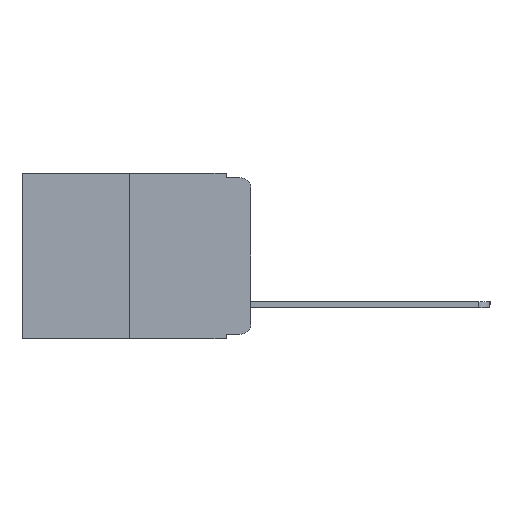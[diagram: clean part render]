
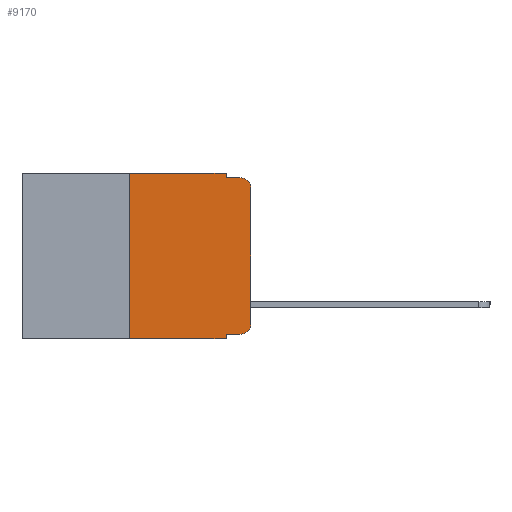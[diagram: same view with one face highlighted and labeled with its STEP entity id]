
A CAD part, left-side view. The second image highlights one B-rep face of the part: STEP entity #9170.
In plain terms, the highlighted planar face has unit normal (-1, 0, 0).
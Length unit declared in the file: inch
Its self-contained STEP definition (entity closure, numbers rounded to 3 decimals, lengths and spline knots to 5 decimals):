
#80 = DIRECTION ( 'NONE',  ( 0., 0., -1. ) ) ;
#242 = AXIS2_PLACEMENT_3D ( 'NONE', #4364, #10731, #9000 ) ;
#444 = VERTEX_POINT ( 'NONE', #3954 ) ;
#472 = LINE ( 'NONE', #11359, #1836 ) ;
#587 = EDGE_CURVE ( 'NONE', #10099, #5278, #5971, .T. ) ;
#650 = VERTEX_POINT ( 'NONE', #8159 ) ;
#1044 = DIRECTION ( 'NONE',  ( -1., 0., 0. ) ) ;
#1214 = EDGE_CURVE ( 'NONE', #3834, #650, #8452, .T. ) ;
#1274 = LINE ( 'NONE', #4022, #8075 ) ;
#1315 = EDGE_CURVE ( 'NONE', #9880, #444, #1274, .T. ) ;
#1797 = DIRECTION ( 'NONE',  ( 0., -1., 0. ) ) ;
#1836 = VECTOR ( 'NONE', #2378, 39.37008 ) ;
#1869 = ORIENTED_EDGE ( 'NONE', *, *, #7536, .F. ) ;
#1998 = VERTEX_POINT ( 'NONE', #7108 ) ;
#2054 = CARTESIAN_POINT ( 'NONE',  ( 0., 0.02, -0.333 ) ) ;
#2071 = ORIENTED_EDGE ( 'NONE', *, *, #6638, .F. ) ;
#2183 = ORIENTED_EDGE ( 'NONE', *, *, #5415, .T. ) ;
#2269 = EDGE_CURVE ( 'NONE', #444, #650, #472, .T. ) ;
#2378 = DIRECTION ( 'NONE',  ( 0., -1., 0. ) ) ;
#2573 = CARTESIAN_POINT ( 'NONE',  ( 0., 0.051, 0. ) ) ;
#2727 = DIRECTION ( 'NONE',  ( 0., -1., 0. ) ) ;
#2789 = CARTESIAN_POINT ( 'NONE',  ( 0., 0., 0. ) ) ;
#2970 = VERTEX_POINT ( 'NONE', #6683 ) ;
#2988 = DIRECTION ( 'NONE',  ( 0., 0., 1. ) ) ;
#3147 = AXIS2_PLACEMENT_3D ( 'NONE', #9911, #1044, #80 ) ;
#3545 = ORIENTED_EDGE ( 'NONE', *, *, #7574, .F. ) ;
#3731 = VECTOR ( 'NONE', #6206, 39.37008 ) ;
#3834 = VERTEX_POINT ( 'NONE', #9385 ) ;
#3954 = CARTESIAN_POINT ( 'NONE',  ( 0., 0.051, -0.01 ) ) ;
#4022 = CARTESIAN_POINT ( 'NONE',  ( 0., 0.051, 0. ) ) ;
#4050 = EDGE_CURVE ( 'NONE', #5601, #2970, #7143, .T. ) ;
#4347 = VECTOR ( 'NONE', #2727, 39.37008 ) ;
#4364 = CARTESIAN_POINT ( 'NONE',  ( 0., 0.02, -0.313 ) ) ;
#4733 = AXIS2_PLACEMENT_3D ( 'NONE', #8888, #7126, #7014 ) ;
#5000 = CARTESIAN_POINT ( 'NONE',  ( 0., 0.051, 0. ) ) ;
#5073 = ORIENTED_EDGE ( 'NONE', *, *, #4050, .T. ) ;
#5272 = PLANE ( 'NONE',  #4733 ) ;
#5278 = VERTEX_POINT ( 'NONE', #5414 ) ;
#5414 = CARTESIAN_POINT ( 'NONE',  ( 0., 0., -0.313 ) ) ;
#5415 = EDGE_CURVE ( 'NONE', #5278, #3834, #9316, .T. ) ;
#5503 = VECTOR ( 'NONE', #2988, 39.37008 ) ;
#5601 = VERTEX_POINT ( 'NONE', #10748 ) ;
#5971 = CIRCLE ( 'NONE', #242, 0.02 ) ;
#6073 = ORIENTED_EDGE ( 'NONE', *, *, #7122, .T. ) ;
#6206 = DIRECTION ( 'NONE',  ( 0., 0., -1. ) ) ;
#6339 = LINE ( 'NONE', #9948, #11570 ) ;
#6461 = VECTOR ( 'NONE', #6478, 39.37008 ) ;
#6478 = DIRECTION ( 'NONE',  ( 0., 0., 1. ) ) ;
#6638 = EDGE_CURVE ( 'NONE', #8228, #2970, #10724, .T. ) ;
#6683 = CARTESIAN_POINT ( 'NONE',  ( 0., 0.051, -0.343 ) ) ;
#7014 = DIRECTION ( 'NONE',  ( 0., 0., -1. ) ) ;
#7108 = CARTESIAN_POINT ( 'NONE',  ( 0., 0.25, 0. ) ) ;
#7122 = EDGE_CURVE ( 'NONE', #8228, #10099, #8118, .T. ) ;
#7126 = DIRECTION ( 'NONE',  ( 1., 0., 0. ) ) ;
#7143 = LINE ( 'NONE', #10650, #10476 ) ;
#7425 = ORIENTED_EDGE ( 'NONE', *, *, #1315, .F. ) ;
#7536 = EDGE_CURVE ( 'NONE', #1998, #9880, #6339, .T. ) ;
#7574 = EDGE_CURVE ( 'NONE', #5601, #1998, #10119, .T. ) ;
#7658 = DIRECTION ( 'NONE',  ( 0., 0., -1. ) ) ;
#7967 = ORIENTED_EDGE ( 'NONE', *, *, #1214, .T. ) ;
#8075 = VECTOR ( 'NONE', #7658, 39.37008 ) ;
#8118 = LINE ( 'NONE', #11757, #4347 ) ;
#8159 = CARTESIAN_POINT ( 'NONE',  ( 0., 0.02, -0.01 ) ) ;
#8228 = VERTEX_POINT ( 'NONE', #10763 ) ;
#8452 = CIRCLE ( 'NONE', #3147, 0.02 ) ;
#8517 = ORIENTED_EDGE ( 'NONE', *, *, #2269, .F. ) ;
#8888 = CARTESIAN_POINT ( 'NONE',  ( 0., 0.473, 0. ) ) ;
#9000 = DIRECTION ( 'NONE',  ( 0., 0., -1. ) ) ;
#9170 = ADVANCED_FACE ( 'NONE', ( #10693 ), #5272, .F. ) ;
#9316 = LINE ( 'NONE', #2789, #6461 ) ;
#9385 = CARTESIAN_POINT ( 'NONE',  ( 0., 0., -0.03 ) ) ;
#9852 = DIRECTION ( 'NONE',  ( 0., -1., 0. ) ) ;
#9880 = VERTEX_POINT ( 'NONE', #5000 ) ;
#9911 = CARTESIAN_POINT ( 'NONE',  ( 0., 0.02, -0.03 ) ) ;
#9948 = CARTESIAN_POINT ( 'NONE',  ( 0., 0.473, 0. ) ) ;
#10040 = EDGE_LOOP ( 'NONE', ( #2183, #7967, #8517, #7425, #1869, #3545, #5073, #2071, #6073, #10808 ) ) ;
#10099 = VERTEX_POINT ( 'NONE', #2054 ) ;
#10119 = LINE ( 'NONE', #11137, #5503 ) ;
#10476 = VECTOR ( 'NONE', #9852, 39.37008 ) ;
#10650 = CARTESIAN_POINT ( 'NONE',  ( 0., 0.473, -0.343 ) ) ;
#10693 = FACE_OUTER_BOUND ( 'NONE', #10040, .T. ) ;
#10724 = LINE ( 'NONE', #2573, #3731 ) ;
#10731 = DIRECTION ( 'NONE',  ( -1., 0., 0. ) ) ;
#10748 = CARTESIAN_POINT ( 'NONE',  ( 0., 0.25, -0.343 ) ) ;
#10763 = CARTESIAN_POINT ( 'NONE',  ( 0., 0.051, -0.333 ) ) ;
#10808 = ORIENTED_EDGE ( 'NONE', *, *, #587, .T. ) ;
#11137 = CARTESIAN_POINT ( 'NONE',  ( 0., 0.25, 0. ) ) ;
#11359 = CARTESIAN_POINT ( 'NONE',  ( 0., 0.051, -0.01 ) ) ;
#11570 = VECTOR ( 'NONE', #1797, 39.37008 ) ;
#11757 = CARTESIAN_POINT ( 'NONE',  ( 0., 0.051, -0.333 ) ) ;
